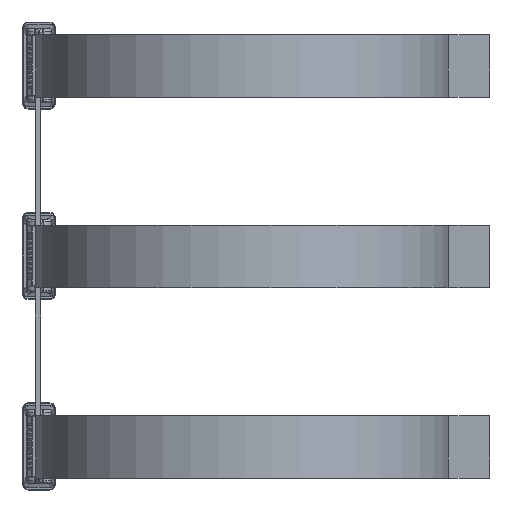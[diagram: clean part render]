
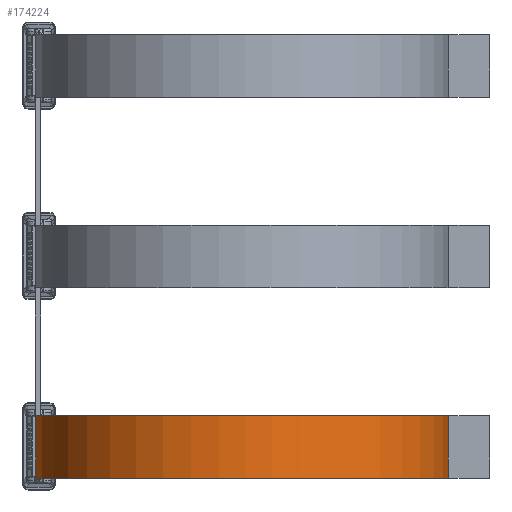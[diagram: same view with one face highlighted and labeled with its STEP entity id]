
A CAD part, left-side view. The second image highlights one B-rep face of the part: STEP entity #174224.
In plain terms, the highlighted free-form (B-spline) face has degree [2, 1] with [5, 2] control points.
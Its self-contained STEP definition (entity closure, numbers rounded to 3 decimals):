
#174105 = EDGE_CURVE('',#174106,#174108,#174110,.T.);
#174106 = VERTEX_POINT('',#174107);
#174107 = CARTESIAN_POINT('',(-187.859,-88.164,
    -83.398));
#174108 = VERTEX_POINT('',#174109);
#174109 = CARTESIAN_POINT('',(-187.859,-88.164,
    -55.996));
#174110 = B_SPLINE_CURVE_WITH_KNOTS('',1,(#174111,#174112),
  .UNSPECIFIED.,.F.,.F.,(2,2),(0.,23.),.PIECEWISE_BEZIER_KNOTS.);
#174111 = CARTESIAN_POINT('',(-187.859,-88.164,
    -83.398));
#174112 = CARTESIAN_POINT('',(-187.859,-88.164,
    -55.996));
#174141 = EDGE_CURVE('',#174142,#174144,#174146,.T.);
#174142 = VERTEX_POINT('',#174143);
#174143 = CARTESIAN_POINT('',(-187.859,88.164,
    -55.996));
#174144 = VERTEX_POINT('',#174145);
#174145 = CARTESIAN_POINT('',(-187.859,88.164,
    -83.398));
#174146 = B_SPLINE_CURVE_WITH_KNOTS('',1,(#174147,#174148),
  .UNSPECIFIED.,.F.,.F.,(2,2),(-23.,0.),.PIECEWISE_BEZIER_KNOTS.);
#174147 = CARTESIAN_POINT('',(-187.859,88.164,
    -55.996));
#174148 = CARTESIAN_POINT('',(-187.859,88.164,
    -83.398));
#174178 = EDGE_CURVE('',#174142,#174108,#174179,.T.);
#174179 = ( BOUNDED_CURVE() B_SPLINE_CURVE(2,(#174180,#174181,#174182,
#174183,#174184),.UNSPECIFIED.,.F.,.F.) B_SPLINE_CURVE_WITH_KNOTS((3,2,3
    ),(1.341,3.142,4.942),
.PIECEWISE_BEZIER_KNOTS.) CURVE() GEOMETRIC_REPRESENTATION_ITEM() 
RATIONAL_B_SPLINE_CURVE((1.,0.621,1.,0.621,1.)) 
REPRESENTATION_ITEM('') );
#174180 = CARTESIAN_POINT('',(-187.859,88.164,
    -55.996));
#174181 = CARTESIAN_POINT('',(-299.041,114.187,
    -55.996));
#174182 = CARTESIAN_POINT('',(-299.041,0.,
    -55.996));
#174183 = CARTESIAN_POINT('',(-299.041,-114.187,
    -55.996));
#174184 = CARTESIAN_POINT('',(-187.859,-88.164,
    -55.996));
#174224 = ADVANCED_FACE('',(#174225),#174238,.T.);
#174225 = FACE_BOUND('',#174226,.T.);
#174226 = EDGE_LOOP('',(#174227,#174228,#174236,#174237));
#174227 = ORIENTED_EDGE('',*,*,#174141,.T.);
#174228 = ORIENTED_EDGE('',*,*,#174229,.T.);
#174229 = EDGE_CURVE('',#174144,#174106,#174230,.T.);
#174230 = ( BOUNDED_CURVE() B_SPLINE_CURVE(2,(#174231,#174232,#174233,
#174234,#174235),.UNSPECIFIED.,.F.,.F.) B_SPLINE_CURVE_WITH_KNOTS((3,2,3
    ),(1.341,3.142,4.942),
.PIECEWISE_BEZIER_KNOTS.) CURVE() GEOMETRIC_REPRESENTATION_ITEM() 
RATIONAL_B_SPLINE_CURVE((1.,0.621,1.,0.621,1.)) 
REPRESENTATION_ITEM('') );
#174231 = CARTESIAN_POINT('',(-187.859,88.164,
    -83.398));
#174232 = CARTESIAN_POINT('',(-299.041,114.187,
    -83.398));
#174233 = CARTESIAN_POINT('',(-299.041,0.,
    -83.398));
#174234 = CARTESIAN_POINT('',(-299.041,-114.187,
    -83.398));
#174235 = CARTESIAN_POINT('',(-187.859,-88.164,
    -83.398));
#174236 = ORIENTED_EDGE('',*,*,#174105,.T.);
#174237 = ORIENTED_EDGE('',*,*,#174178,.F.);
#174238 = ( BOUNDED_SURFACE() B_SPLINE_SURFACE(2,1,(
    (#174239,#174240)
    ,(#174241,#174242)
    ,(#174243,#174244)
    ,(#174245,#174246)
    ,(#174247,#174248
)),.UNSPECIFIED.,.F.,.F.,.F.) B_SPLINE_SURFACE_WITH_KNOTS((3,2,3),(2,2),
  (4.482,6.283,8.084),(0.,23.),
.PIECEWISE_BEZIER_KNOTS.) GEOMETRIC_REPRESENTATION_ITEM() 
RATIONAL_B_SPLINE_SURFACE((
    (1.,1.)
    ,(0.621,0.621)
    ,(1.,1.)
    ,(0.621,0.621)
,(1.,1.))) REPRESENTATION_ITEM('') SURFACE() );
#174239 = CARTESIAN_POINT('',(-187.859,88.164,
    -83.398));
#174240 = CARTESIAN_POINT('',(-187.859,88.164,
    -55.996));
#174241 = CARTESIAN_POINT('',(-299.041,114.187,
    -83.398));
#174242 = CARTESIAN_POINT('',(-299.041,114.187,
    -55.996));
#174243 = CARTESIAN_POINT('',(-299.041,0.,
    -83.398));
#174244 = CARTESIAN_POINT('',(-299.041,0.,
    -55.996));
#174245 = CARTESIAN_POINT('',(-299.041,-114.187,
    -83.398));
#174246 = CARTESIAN_POINT('',(-299.041,-114.187,
    -55.996));
#174247 = CARTESIAN_POINT('',(-187.859,-88.164,
    -83.398));
#174248 = CARTESIAN_POINT('',(-187.859,-88.164,
    -55.996));
